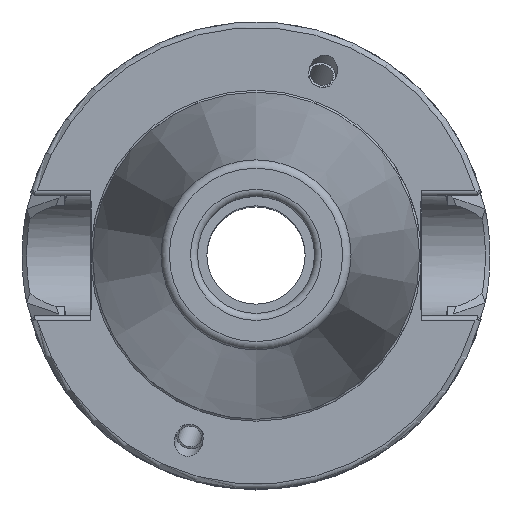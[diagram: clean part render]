
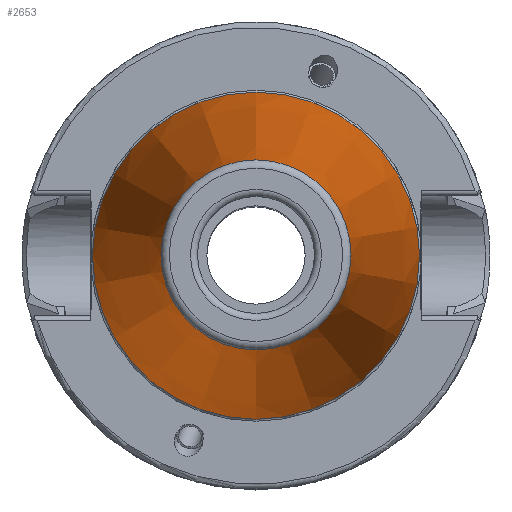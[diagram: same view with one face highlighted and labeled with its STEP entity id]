
A CAD part, top view. The second image highlights one B-rep face of the part: STEP entity #2653.
In plain terms, the highlighted conical face has half-angle 8.297 degrees and reference radius 27.629 mm.
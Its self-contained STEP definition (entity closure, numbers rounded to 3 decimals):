
#54=CONICAL_SURFACE('',#2959,27.629,0.145);
#219=CIRCLE('',#2912,20.304);
#220=CIRCLE('',#2913,20.304);
#246=CIRCLE('',#2958,34.954);
#488=FACE_OUTER_BOUND('',#663,.T.);
#663=EDGE_LOOP('',(#2495,#2496,#2497,#2498,#2499));
#899=LINE('',#5723,#1044);
#1044=VECTOR('',#3672,27.629);
#1287=VERTEX_POINT('',#5645);
#1288=VERTEX_POINT('',#5647);
#1308=VERTEX_POINT('',#5719);
#1670=EDGE_CURVE('',#1287,#1288,#219,.T.);
#1671=EDGE_CURVE('',#1288,#1287,#220,.T.);
#1703=EDGE_CURVE('',#1308,#1308,#246,.T.);
#1705=EDGE_CURVE('',#1288,#1308,#899,.T.);
#2495=ORIENTED_EDGE('',*,*,#1671,.F.);
#2496=ORIENTED_EDGE('',*,*,#1705,.T.);
#2497=ORIENTED_EDGE('',*,*,#1703,.T.);
#2498=ORIENTED_EDGE('',*,*,#1705,.F.);
#2499=ORIENTED_EDGE('',*,*,#1670,.F.);
#2653=ADVANCED_FACE('',(#488),#54,.T.);
#2912=AXIS2_PLACEMENT_3D('',#5648,#3569,#3570);
#2913=AXIS2_PLACEMENT_3D('',#5649,#3571,#3572);
#2958=AXIS2_PLACEMENT_3D('',#5720,#3667,#3668);
#2959=AXIS2_PLACEMENT_3D('',#5722,#3670,#3671);
#3569=DIRECTION('center_axis',(0.,0.,1.));
#3570=DIRECTION('ref_axis',(1.,0.,0.));
#3571=DIRECTION('center_axis',(0.,0.,1.));
#3572=DIRECTION('ref_axis',(1.,0.,0.));
#3667=DIRECTION('center_axis',(0.,0.,1.));
#3668=DIRECTION('ref_axis',(1.,0.,0.));
#3670=DIRECTION('center_axis',(0.,0.,-1.));
#3671=DIRECTION('ref_axis',(0.,-1.,0.));
#3672=DIRECTION('',(0.,0.144,-0.99));
#5645=CARTESIAN_POINT('',(20.304,0.,100.26));
#5647=CARTESIAN_POINT('',(0.,20.304,100.26));
#5648=CARTESIAN_POINT('Origin',(0.,0.,100.26));
#5649=CARTESIAN_POINT('Origin',(0.,0.,100.26));
#5719=CARTESIAN_POINT('',(0.,34.954,-0.2));
#5720=CARTESIAN_POINT('Origin',(0.,0.,-0.2));
#5722=CARTESIAN_POINT('Origin',(0.,0.,50.03));
#5723=CARTESIAN_POINT('',(0.,27.629,50.03));
